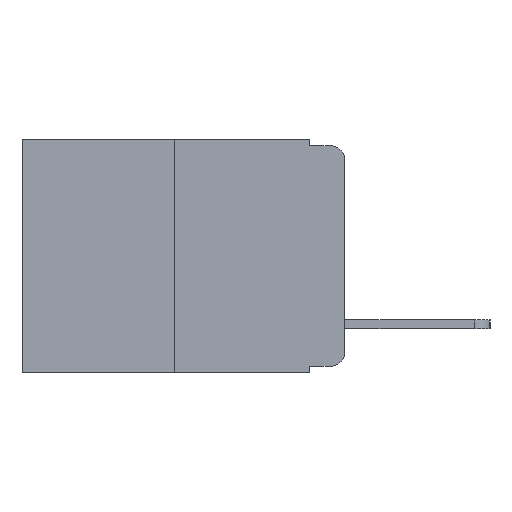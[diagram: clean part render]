
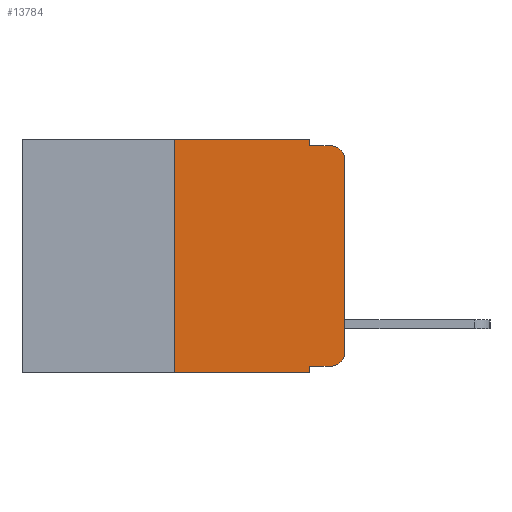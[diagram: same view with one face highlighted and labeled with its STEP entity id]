
A CAD part, left-side view. The second image highlights one B-rep face of the part: STEP entity #13784.
In plain terms, the highlighted planar face has unit normal (-1, 0, 0).
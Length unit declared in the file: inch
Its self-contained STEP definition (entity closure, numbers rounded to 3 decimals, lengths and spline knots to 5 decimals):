
#383 = CARTESIAN_POINT ( 'NONE',  ( 0., 0.051, 0. ) ) ;
#406 = LINE ( 'NONE', #7060, #12776 ) ;
#821 = LINE ( 'NONE', #1227, #13114 ) ;
#937 = AXIS2_PLACEMENT_3D ( 'NONE', #6541, #16839, #8060 ) ;
#984 = DIRECTION ( 'NONE',  ( -1., 0., 0. ) ) ;
#1227 = CARTESIAN_POINT ( 'NONE',  ( 0., 0.051, -0.333 ) ) ;
#1238 = EDGE_CURVE ( 'NONE', #2575, #11612, #18901, .T. ) ;
#1282 = ORIENTED_EDGE ( 'NONE', *, *, #14921, .F. ) ;
#1741 = LINE ( 'NONE', #14795, #6995 ) ;
#1791 = DIRECTION ( 'NONE',  ( 0., 0., -1. ) ) ;
#2159 = VERTEX_POINT ( 'NONE', #15945 ) ;
#2367 = EDGE_CURVE ( 'NONE', #6109, #10887, #19066, .T. ) ;
#2401 = CARTESIAN_POINT ( 'NONE',  ( 0., 0.473, 0. ) ) ;
#2575 = VERTEX_POINT ( 'NONE', #13571 ) ;
#3314 = ORIENTED_EDGE ( 'NONE', *, *, #16509, .T. ) ;
#3816 = ORIENTED_EDGE ( 'NONE', *, *, #8614, .T. ) ;
#4082 = ORIENTED_EDGE ( 'NONE', *, *, #2367, .F. ) ;
#4959 = AXIS2_PLACEMENT_3D ( 'NONE', #18286, #11011, #1791 ) ;
#5226 = VERTEX_POINT ( 'NONE', #7307 ) ;
#5827 = ORIENTED_EDGE ( 'NONE', *, *, #1238, .F. ) ;
#6109 = VERTEX_POINT ( 'NONE', #11386 ) ;
#6213 = CARTESIAN_POINT ( 'NONE',  ( 0., 0.02, -0.333 ) ) ;
#6285 = VECTOR ( 'NONE', #15996, 39.37008 ) ;
#6458 = CIRCLE ( 'NONE', #937, 0.02 ) ;
#6541 = CARTESIAN_POINT ( 'NONE',  ( 0., 0.02, -0.313 ) ) ;
#6545 = PLANE ( 'NONE',  #4959 ) ;
#6690 = EDGE_CURVE ( 'NONE', #10887, #2575, #10246, .T. ) ;
#6995 = VECTOR ( 'NONE', #14859, 39.37008 ) ;
#7060 = CARTESIAN_POINT ( 'NONE',  ( 0., 0.473, -0.343 ) ) ;
#7307 = CARTESIAN_POINT ( 'NONE',  ( 0., 0., -0.03 ) ) ;
#7429 = VECTOR ( 'NONE', #19363, 39.37008 ) ;
#7525 = CARTESIAN_POINT ( 'NONE',  ( 0., 0.051, -0.333 ) ) ;
#7658 = VECTOR ( 'NONE', #8742, 39.37008 ) ;
#7741 = VECTOR ( 'NONE', #15239, 39.37008 ) ;
#8060 = DIRECTION ( 'NONE',  ( 0., 0., -1. ) ) ;
#8137 = CIRCLE ( 'NONE', #10703, 0.02 ) ;
#8614 = EDGE_CURVE ( 'NONE', #5226, #9056, #8137, .T. ) ;
#8742 = DIRECTION ( 'NONE',  ( 0., -1., 0. ) ) ;
#8818 = VERTEX_POINT ( 'NONE', #6213 ) ;
#8868 = CARTESIAN_POINT ( 'NONE',  ( 0., 0., 0. ) ) ;
#8975 = EDGE_CURVE ( 'NONE', #8818, #11884, #6458, .T. ) ;
#9056 = VERTEX_POINT ( 'NONE', #14102 ) ;
#9102 = ORIENTED_EDGE ( 'NONE', *, *, #14687, .T. ) ;
#9451 = VECTOR ( 'NONE', #17711, 39.37008 ) ;
#9601 = EDGE_CURVE ( 'NONE', #11612, #9056, #19287, .T. ) ;
#9793 = CARTESIAN_POINT ( 'NONE',  ( 0., 0.051, -0.01 ) ) ;
#10183 = EDGE_LOOP ( 'NONE', ( #3314, #3816, #11921, #5827, #14178, #4082, #9102, #1282, #17382, #17835 ) ) ;
#10246 = LINE ( 'NONE', #2401, #6285 ) ;
#10320 = CARTESIAN_POINT ( 'NONE',  ( 0., 0.02, -0.03 ) ) ;
#10703 = AXIS2_PLACEMENT_3D ( 'NONE', #10320, #984, #11827 ) ;
#10887 = VERTEX_POINT ( 'NONE', #19274 ) ;
#11011 = DIRECTION ( 'NONE',  ( 1., 0., 0. ) ) ;
#11334 = VERTEX_POINT ( 'NONE', #7525 ) ;
#11386 = CARTESIAN_POINT ( 'NONE',  ( 0., 0.25, -0.343 ) ) ;
#11612 = VERTEX_POINT ( 'NONE', #9793 ) ;
#11827 = DIRECTION ( 'NONE',  ( 0., 0., -1. ) ) ;
#11884 = VERTEX_POINT ( 'NONE', #14590 ) ;
#11921 = ORIENTED_EDGE ( 'NONE', *, *, #9601, .F. ) ;
#12189 = CARTESIAN_POINT ( 'NONE',  ( 0., 0.25, 0. ) ) ;
#12776 = VECTOR ( 'NONE', #17331, 39.37008 ) ;
#13114 = VECTOR ( 'NONE', #17819, 39.37008 ) ;
#13571 = CARTESIAN_POINT ( 'NONE',  ( 0., 0.051, 0. ) ) ;
#13784 = ADVANCED_FACE ( 'NONE', ( #17773 ), #6545, .F. ) ;
#14102 = CARTESIAN_POINT ( 'NONE',  ( 0., 0.02, -0.01 ) ) ;
#14178 = ORIENTED_EDGE ( 'NONE', *, *, #6690, .F. ) ;
#14590 = CARTESIAN_POINT ( 'NONE',  ( 0., 0., -0.313 ) ) ;
#14687 = EDGE_CURVE ( 'NONE', #6109, #2159, #406, .T. ) ;
#14795 = CARTESIAN_POINT ( 'NONE',  ( 0., 0.051, 0. ) ) ;
#14859 = DIRECTION ( 'NONE',  ( 0., 0., -1. ) ) ;
#14921 = EDGE_CURVE ( 'NONE', #11334, #2159, #1741, .T. ) ;
#15239 = DIRECTION ( 'NONE',  ( 0., 0., -1. ) ) ;
#15945 = CARTESIAN_POINT ( 'NONE',  ( 0., 0.051, -0.343 ) ) ;
#15996 = DIRECTION ( 'NONE',  ( 0., -1., 0. ) ) ;
#16509 = EDGE_CURVE ( 'NONE', #11884, #5226, #17261, .T. ) ;
#16839 = DIRECTION ( 'NONE',  ( -1., 0., 0. ) ) ;
#17261 = LINE ( 'NONE', #8868, #9451 ) ;
#17331 = DIRECTION ( 'NONE',  ( 0., -1., 0. ) ) ;
#17382 = ORIENTED_EDGE ( 'NONE', *, *, #17829, .T. ) ;
#17711 = DIRECTION ( 'NONE',  ( 0., 0., 1. ) ) ;
#17773 = FACE_OUTER_BOUND ( 'NONE', #10183, .T. ) ;
#17819 = DIRECTION ( 'NONE',  ( 0., -1., 0. ) ) ;
#17829 = EDGE_CURVE ( 'NONE', #11334, #8818, #821, .T. ) ;
#17835 = ORIENTED_EDGE ( 'NONE', *, *, #8975, .T. ) ;
#18286 = CARTESIAN_POINT ( 'NONE',  ( 0., 0.473, 0. ) ) ;
#18901 = LINE ( 'NONE', #383, #7741 ) ;
#19023 = CARTESIAN_POINT ( 'NONE',  ( 0., 0.051, -0.01 ) ) ;
#19066 = LINE ( 'NONE', #12189, #7429 ) ;
#19274 = CARTESIAN_POINT ( 'NONE',  ( 0., 0.25, 0. ) ) ;
#19287 = LINE ( 'NONE', #19023, #7658 ) ;
#19363 = DIRECTION ( 'NONE',  ( 0., 0., 1. ) ) ;
